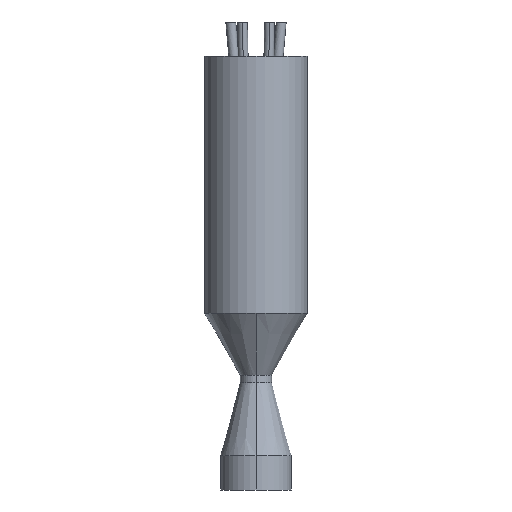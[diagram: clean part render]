
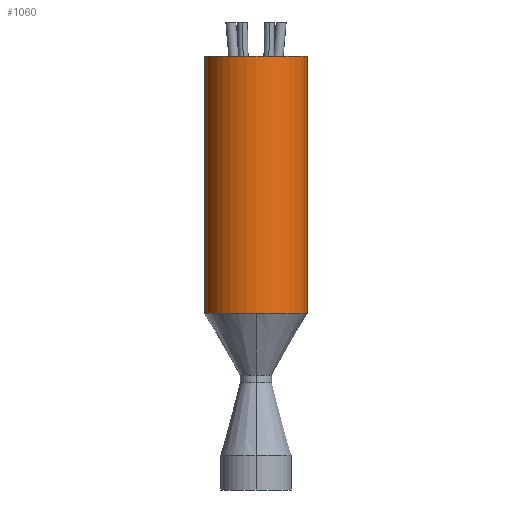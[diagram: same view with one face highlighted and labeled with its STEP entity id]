
A CAD part, front view. The second image highlights one B-rep face of the part: STEP entity #1060.
In plain terms, the highlighted cylindrical face has radius 15 mm (diameter 30 mm), a partial arc.
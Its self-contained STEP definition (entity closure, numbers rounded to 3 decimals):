
#17 = AXIS2_PLACEMENT_3D ( 'NONE', #546, #964, #444 ) ;
#73 = ORIENTED_EDGE ( 'NONE', *, *, #558, .F. ) ;
#91 = CARTESIAN_POINT ( 'NONE',  ( 0., 0., -42.5 ) ) ;
#103 = DIRECTION ( 'NONE',  ( 0., 0., -1. ) ) ;
#105 = VERTEX_POINT ( 'NONE', #862 ) ;
#113 = CIRCLE ( 'NONE', #1248, 15. ) ;
#188 = CIRCLE ( 'NONE', #1197, 15. ) ;
#216 = LINE ( 'NONE', #635, #814 ) ;
#228 = AXIS2_PLACEMENT_3D ( 'NONE', #1207, #797, #1193 ) ;
#240 = CYLINDRICAL_SURFACE ( 'NONE', #17, 15. ) ;
#264 = CARTESIAN_POINT ( 'NONE',  ( 0., 0., 32.5 ) ) ;
#276 = ORIENTED_EDGE ( 'NONE', *, *, #325, .F. ) ;
#291 = CIRCLE ( 'NONE', #228, 15. ) ;
#325 = EDGE_CURVE ( 'NONE', #559, #374, #113, .T. ) ;
#374 = VERTEX_POINT ( 'NONE', #630 ) ;
#419 = LINE ( 'NONE', #918, #682 ) ;
#444 = DIRECTION ( 'NONE',  ( -1., 0., 0. ) ) ;
#546 = CARTESIAN_POINT ( 'NONE',  ( 0., 0., 42.5 ) ) ;
#551 = FACE_OUTER_BOUND ( 'NONE', #1192, .T. ) ;
#558 = EDGE_CURVE ( 'NONE', #1300, #664, #216, .T. ) ;
#559 = VERTEX_POINT ( 'NONE', #835 ) ;
#598 = ORIENTED_EDGE ( 'NONE', *, *, #935, .F. ) ;
#613 = DIRECTION ( 'NONE',  ( 0., 1., 0. ) ) ;
#630 = CARTESIAN_POINT ( 'NONE',  ( -15., 0., -42.5 ) ) ;
#635 = CARTESIAN_POINT ( 'NONE',  ( 15., 0., 42.5 ) ) ;
#664 = VERTEX_POINT ( 'NONE', #867 ) ;
#682 = VECTOR ( 'NONE', #103, 1000. ) ;
#688 = DIRECTION ( 'NONE',  ( 1., 0., 0. ) ) ;
#725 = DIRECTION ( 'NONE',  ( 0., 0., -1. ) ) ;
#797 = DIRECTION ( 'NONE',  ( 0., 0., -1. ) ) ;
#814 = VECTOR ( 'NONE', #725, 1000. ) ;
#835 = CARTESIAN_POINT ( 'NONE',  ( 0., -15., -42.5 ) ) ;
#862 = CARTESIAN_POINT ( 'NONE',  ( -15., 0., 32.5 ) ) ;
#867 = CARTESIAN_POINT ( 'NONE',  ( 15., 0., -42.5 ) ) ;
#897 = DIRECTION ( 'NONE',  ( 0., 0., 1. ) ) ;
#918 = CARTESIAN_POINT ( 'NONE',  ( -15., 0., 42.5 ) ) ;
#929 = CARTESIAN_POINT ( 'NONE',  ( 15., 0., 32.5 ) ) ;
#935 = EDGE_CURVE ( 'NONE', #664, #559, #291, .T. ) ;
#964 = DIRECTION ( 'NONE',  ( 0., 0., -1. ) ) ;
#1032 = ORIENTED_EDGE ( 'NONE', *, *, #1148, .F. ) ;
#1060 = ADVANCED_FACE ( 'NONE', ( #551 ), #240, .T. ) ;
#1093 = ORIENTED_EDGE ( 'NONE', *, *, #1234, .T. ) ;
#1148 = EDGE_CURVE ( 'NONE', #105, #1300, #188, .T. ) ;
#1192 = EDGE_LOOP ( 'NONE', ( #73, #1032, #1093, #276, #598 ) ) ;
#1193 = DIRECTION ( 'NONE',  ( 0., 1., 0. ) ) ;
#1197 = AXIS2_PLACEMENT_3D ( 'NONE', #264, #897, #688 ) ;
#1207 = CARTESIAN_POINT ( 'NONE',  ( 0., 0., -42.5 ) ) ;
#1218 = DIRECTION ( 'NONE',  ( 0., 0., -1. ) ) ;
#1234 = EDGE_CURVE ( 'NONE', #105, #374, #419, .T. ) ;
#1248 = AXIS2_PLACEMENT_3D ( 'NONE', #91, #1218, #613 ) ;
#1300 = VERTEX_POINT ( 'NONE', #929 ) ;
